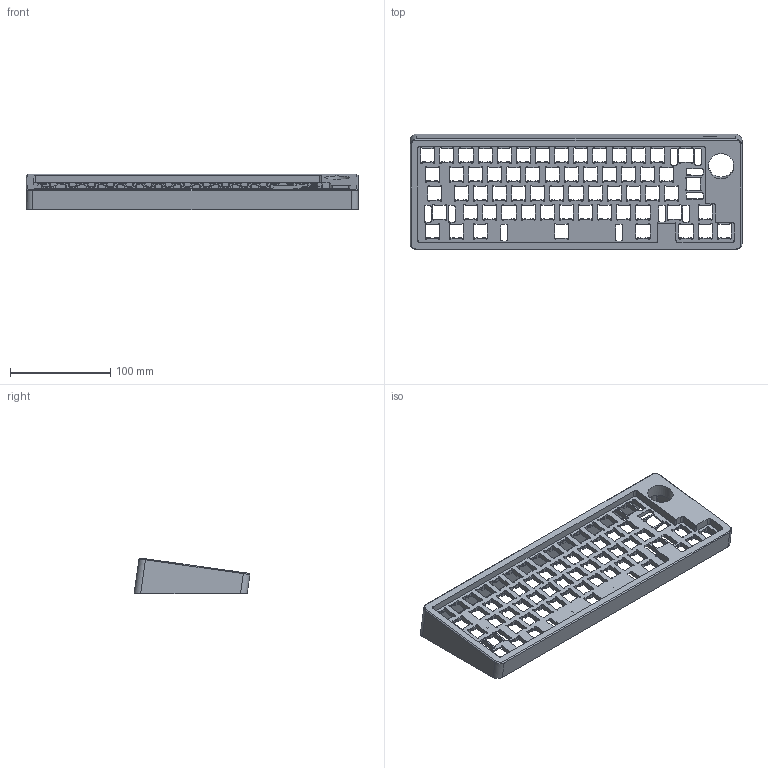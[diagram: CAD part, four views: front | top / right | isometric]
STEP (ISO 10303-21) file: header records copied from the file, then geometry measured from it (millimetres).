
FILE_DESCRIPTION(/* description */ (''),/* implementation_level */ '2;1');
FILE_NAME(/* name */ 'CaseTop.step',/* time_stamp */ '2021-02-27T18:45:29+00:00',/* author */ (''),/* organization */ (''),/* preprocessor_version */ 'ST-DEVELOPER v18.1',/* originating_system */ 'Autodesk Translation Framework v9.7.0.1280',/* authorisation */ '');
FILE_SCHEMA (('AUTOMOTIVE_DESIGN { 1 0 10303 214 3 1 1 }'));
Products named in the file (1): CaseTopV8
Bounding box: 330.51 x 115.25 x 35.67 mm (x, y, z)
Volume: 242132.3 mm3; surface area: 113269.7 mm2
Topology: 1 solids, 1 shells, 1705 faces, 5120 edges, 3409 vertices
Faces by surface type: plane 859, cylinder 842, cone 4
Full cylindrical faces by diameter (mm): 2.529 x8, 25.4 x1
Entity records: 58321 total; most frequent: ORIENTED_EDGE 10240, CARTESIAN_POINT 10235, DIRECTION 10227, EDGE_CURVE 5120, LINE 3425, VECTOR 3425, VERTEX_POINT 3409, AXIS2_PLACEMENT_3D 3401
